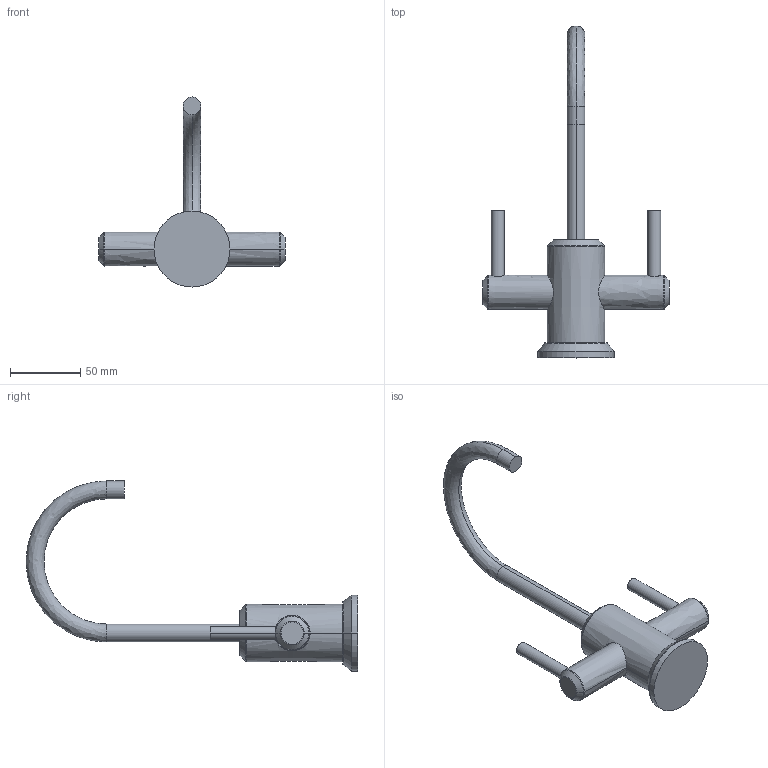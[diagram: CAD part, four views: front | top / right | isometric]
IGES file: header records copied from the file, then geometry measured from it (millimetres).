
Start section:  PTC IGES file: 3200-5603.igs
Global section: file name: 3200-5603.igs; native system: Creo Parametric by PTC Inc.; preprocessor: 2018400; author: jinson.thomas; organization: Unknown; date: 20210422.112709; units: inch
Bounding box: 132.59 x 235.59 x 134.94 mm (x, y, z)
Volume: 198457 mm3; surface area: 36359.8 mm2
Topology: 1 solids, 1 shells, 62 faces, 126 edges, 72 vertices
Faces by surface type: revolution 50, bspline 12
